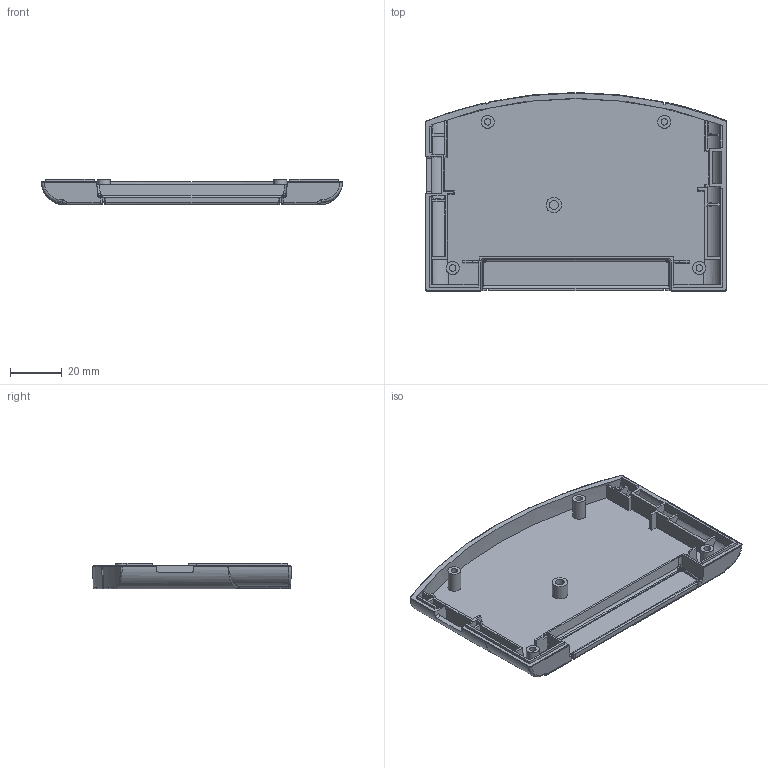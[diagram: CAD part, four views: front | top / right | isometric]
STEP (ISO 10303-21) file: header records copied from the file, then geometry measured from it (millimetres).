
FILE_DESCRIPTION(/* description */ (''),/* implementation_level */ '2;1');
FILE_NAME(/* name */ 'sc64_top.step',/* time_stamp */ '2024-01-26T22:11:41-06:00',/* author */ (''),/* organization */ (''),/* preprocessor_version */ 'ST-DEVELOPER v19.2',/* originating_system */ 'Autodesk Translation Framework v11.17.0.187',/* authorisation */ '');
FILE_SCHEMA (('AUTOMOTIVE_DESIGN { 1 0 10303 214 3 1 1 }'));
Length unit declared in the file: millimetre
Products named in the file (1): (Unsaved)
Bounding box: 116 x 76.6 x 10 mm (x, y, z)
Volume: 21452.8 mm3; surface area: 24745.5 mm2
Topology: 1 solids, 1 shells, 288 faces, 830 edges, 549 vertices
Faces by surface type: plane 162, cylinder 64, bspline 53, cone 5, torus 3, sphere 1
Full cylindrical faces by diameter (mm): 2.5 x4, 3.5 x1, 5 x4, 6 x1
Entity records: 15089 total; most frequent: CARTESIAN_POINT 7721, ORIENTED_EDGE 1650, DIRECTION 1339, EDGE_CURVE 825, VERTEX_POINT 549, LINE 493, VECTOR 493, AXIS2_PLACEMENT_3D 423
